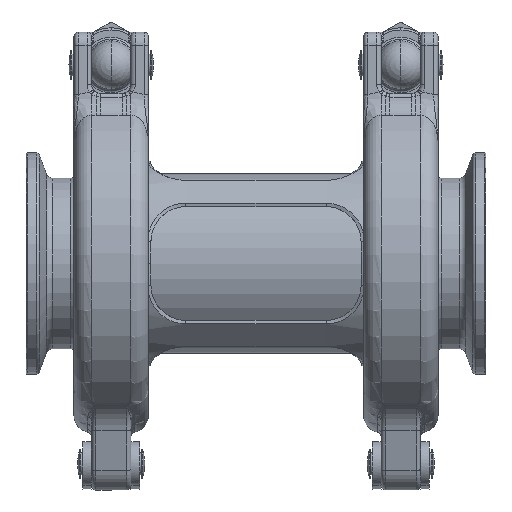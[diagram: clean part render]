
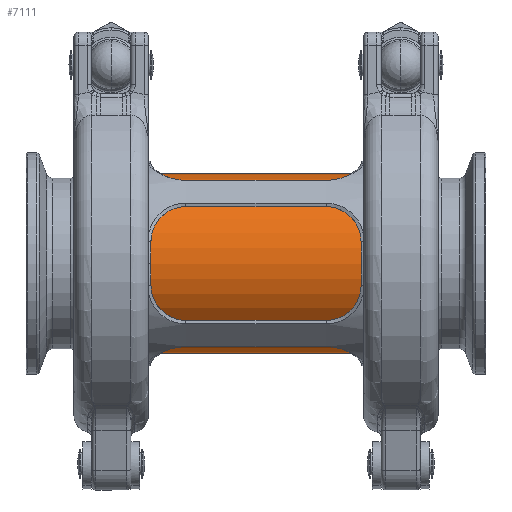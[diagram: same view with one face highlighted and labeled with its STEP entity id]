
A CAD part, front view. The second image highlights one B-rep face of the part: STEP entity #7111.
In plain terms, the highlighted cylindrical face has radius 20.5 mm (diameter 41 mm), a partial arc.
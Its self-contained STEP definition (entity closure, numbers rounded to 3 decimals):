
#2618 = VERTEX_POINT ( 'NONE', #25813 ) ;
#2787 = DIRECTION ( 'NONE',  ( -1., 0., 0. ) ) ;
#5961 = EDGE_CURVE ( 'NONE', #26183, #15810, #17198, .T. ) ;
#6471 = CARTESIAN_POINT ( 'NONE',  ( 64., 0., 0. ) ) ;
#6495 = LINE ( 'NONE', #26037, #27083 ) ;
#6721 = VERTEX_POINT ( 'NONE', #24608 ) ;
#7111 = ADVANCED_FACE ( 'NONE', ( #17457 ), #26323, .T. ) ;
#7428 = CARTESIAN_POINT ( 'NONE',  ( 63.5, 0., 0. ) ) ;
#8192 = EDGE_CURVE ( 'NONE', #26183, #6721, #12068, .T. ) ;
#11370 = DIRECTION ( 'NONE',  ( 1., 0., 0. ) ) ;
#12068 = CIRCLE ( 'NONE', #12082, 20.5 ) ;
#12082 = AXIS2_PLACEMENT_3D ( 'NONE', #7428, #2787, #12349 ) ;
#12349 = DIRECTION ( 'NONE',  ( 0., 0., -1. ) ) ;
#12559 = VECTOR ( 'NONE', #26054, 1000. ) ;
#13137 = DIRECTION ( 'NONE',  ( -1., 0., 0. ) ) ;
#13859 = CARTESIAN_POINT ( 'NONE',  ( 63.5, 0., -20.5 ) ) ;
#14522 = CIRCLE ( 'NONE', #16822, 20.5 ) ;
#15810 = VERTEX_POINT ( 'NONE', #17404 ) ;
#16394 = EDGE_CURVE ( 'NONE', #2618, #15810, #14522, .T. ) ;
#16822 = AXIS2_PLACEMENT_3D ( 'NONE', #21790, #11370, #20195 ) ;
#17183 = DIRECTION ( 'NONE',  ( -1., 0., 0. ) ) ;
#17198 = LINE ( 'NONE', #25912, #12559 ) ;
#17404 = CARTESIAN_POINT ( 'NONE',  ( 0.5, 0., -20.5 ) ) ;
#17438 = ORIENTED_EDGE ( 'NONE', *, *, #26124, .T. ) ;
#17457 = FACE_OUTER_BOUND ( 'NONE', #24420, .T. ) ;
#20195 = DIRECTION ( 'NONE',  ( 0., 0., -1. ) ) ;
#21790 = CARTESIAN_POINT ( 'NONE',  ( 0.5, 0., 0. ) ) ;
#21958 = DIRECTION ( 'NONE',  ( 0., 0., 1. ) ) ;
#22599 = ORIENTED_EDGE ( 'NONE', *, *, #8192, .T. ) ;
#24013 = ORIENTED_EDGE ( 'NONE', *, *, #16394, .T. ) ;
#24420 = EDGE_LOOP ( 'NONE', ( #27764, #22599, #17438, #24013 ) ) ;
#24608 = CARTESIAN_POINT ( 'NONE',  ( 63.5, 0., 20.5 ) ) ;
#25813 = CARTESIAN_POINT ( 'NONE',  ( 0.5, 0., 20.5 ) ) ;
#25912 = CARTESIAN_POINT ( 'NONE',  ( 64., 0., -20.5 ) ) ;
#26037 = CARTESIAN_POINT ( 'NONE',  ( 64., 0., 20.5 ) ) ;
#26054 = DIRECTION ( 'NONE',  ( -1., 0., 0. ) ) ;
#26124 = EDGE_CURVE ( 'NONE', #6721, #2618, #6495, .T. ) ;
#26183 = VERTEX_POINT ( 'NONE', #13859 ) ;
#26323 = CYLINDRICAL_SURFACE ( 'NONE', #28220, 20.5 ) ;
#27083 = VECTOR ( 'NONE', #17183, 1000. ) ;
#27764 = ORIENTED_EDGE ( 'NONE', *, *, #5961, .F. ) ;
#28220 = AXIS2_PLACEMENT_3D ( 'NONE', #6471, #13137, #21958 ) ;
